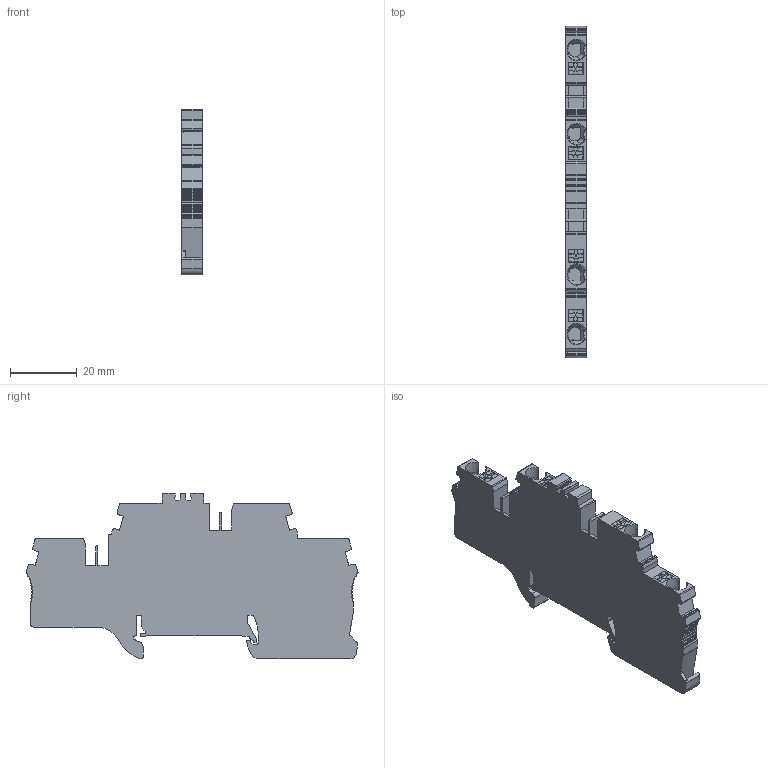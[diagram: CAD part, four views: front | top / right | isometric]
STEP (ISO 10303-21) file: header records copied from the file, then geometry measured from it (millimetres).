
FILE_DESCRIPTION(/* description */ ('Unknown'),/* implementation_level */ '2;1');
FILE_NAME(/* name */ 'PQ4-2T_SOILD',/* time_stamp */ '2024-09-24T15:23:54+06:00',/* author */ ('Unknown'),/* organization */ ('Unknown'),/* preprocessor_version */ 'ST-DEVELOPER v16.7',/* originating_system */ 'Solid Edge',/* authorisation */ 'Unknown');
FILE_SCHEMA (('AUTOMOTIVE_DESIGN {1 0 10303 214 3 1 1}'));
Length unit declared in the file: millimetre
Products named in the file (1): Part5
Bounding box: 6 x 99.25 x 49.58 mm (x, y, z)
Volume: 19433.1 mm3; surface area: 10194.2 mm2
Topology: 1 solids, 1 shells, 637 faces, 1839 edges, 1212 vertices
Faces by surface type: plane 404, cylinder 209, cone 24
Entity records: 25462 total; most frequent: CARTESIAN_POINT 3907, ORIENTED_EDGE 3678, DIRECTION 3523, EDGE_CURVE 1839, LINE 1299, VECTOR 1299, VERTEX_POINT 1212, AXIS2_PLACEMENT_3D 1112
